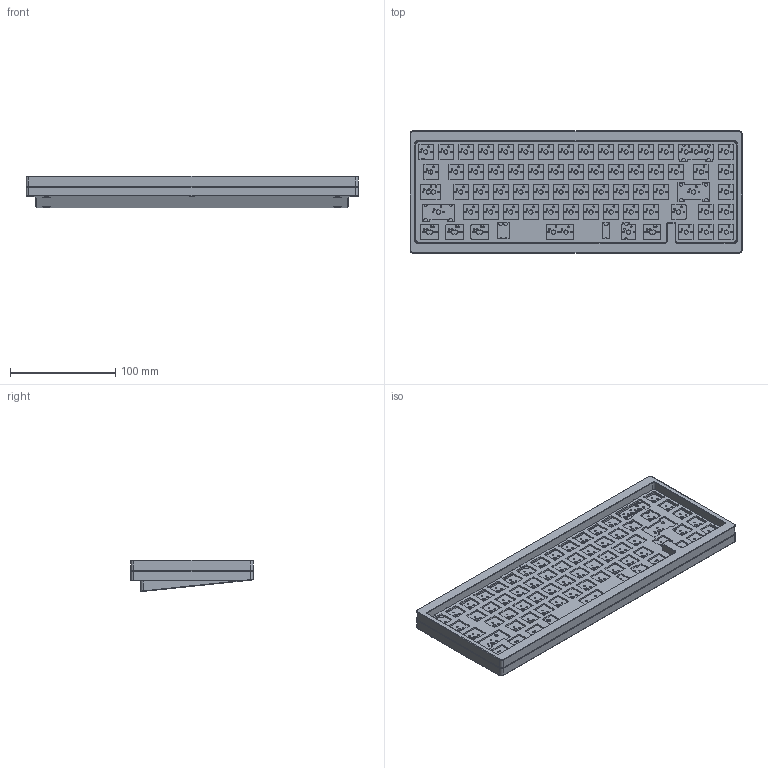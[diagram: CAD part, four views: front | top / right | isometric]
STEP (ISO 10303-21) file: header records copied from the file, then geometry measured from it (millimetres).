
FILE_DESCRIPTION(/* description */ (''),/* implementation_level */ '2;1');
FILE_NAME(/* name */ 'Lemonade 65.step',/* time_stamp */ '2024-02-25T00:44:07+05:30',/* author */ (''),/* organization */ (''),/* preprocessor_version */ 'ST-DEVELOPER v20',/* originating_system */ 'Autodesk Translation Framework v12.20.1.177',/* authorisation */ '');
FILE_SCHEMA (('AUTOMOTIVE_DESIGN { 1 0 10303 214 3 1 1 }'));
Products named in the file (24): Lemonade 65; 65_Top; 65_Bottom; 65_Plate; 65_PCB; _autosave-bakeneko-65-pcb PCB; 65_Weight; UDB v1; USON-10_2.5x1.0mm_P0.5mm; SOLID (2); L_1206_3216Metric; SOLID; R_0603_1608Metric; R_1206_3216Metric; SOLID (3); D_SOD-123; SOLID (5); HRO__TYPE-C-31-M-12; SOLID (6); JST-SR-4; SOLID (4); R_0603_1608Metric (1); SOLID (1); COMPOUND
Assembly tree (24 placements, depth 4):
  Lemonade 65
    65_Top
    65_Bottom
    65_Plate
    65_PCB
      _autosave-bakeneko-65-pcb PCB
    65_Weight
    UDB v1
      USON-10_2.5x1.0mm_P0.5mm
        SOLID (2)
      L_1206_3216Metric
        SOLID
      R_0603_1608Metric
        SOLID (1)
      R_1206_3216Metric
        SOLID (3)
      D_SOD-123
        SOLID (5)
      HRO__TYPE-C-31-M-12
        SOLID (6)
      JST-SR-4
        SOLID (4)
      R_0603_1608Metric (1)
        SOLID (1)
      COMPOUND
Bounding box: 315.75 x 116.2 x 29.72 mm (x, y, z)
Volume: 391604.6 mm3; surface area: 268501 mm2
Topology: 14 solids, 14 shells, 2290 faces, 6489 edges, 4284 vertices
Faces by surface type: cylinder 1232, plane 1010, cone 26, torus 14, bspline 8
Full cylindrical faces by diameter (mm): 0.2 x1, 0.5 x2, 0.65 x2, 1 x6, 1.47 x148, 1.5 x4, 1.75 x134, 2.05 x16, 2.2 x4, 2.5 x8, 2.7 x6, 3.048 x9, 3.2 x8, 3.988 x76, 4.2 x2, 4.7 x6, 8.5 x4
Entity records: 77262 total; most frequent: DIRECTION 13521, CARTESIAN_POINT 13201, ORIENTED_EDGE 12842, EDGE_CURVE 6421, AXIS2_PLACEMENT_3D 4810, VERTEX_POINT 4240, LINE 3901, VECTOR 3901
